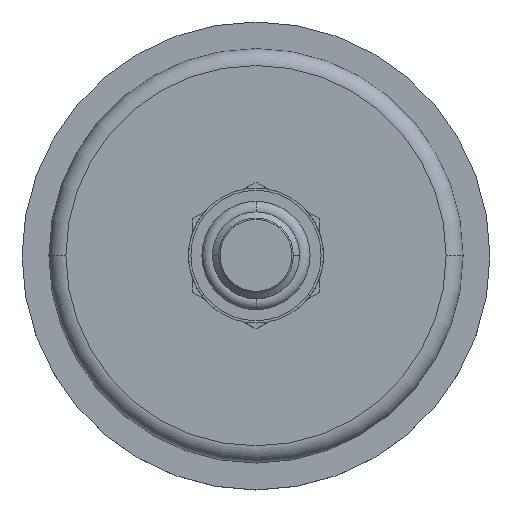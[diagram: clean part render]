
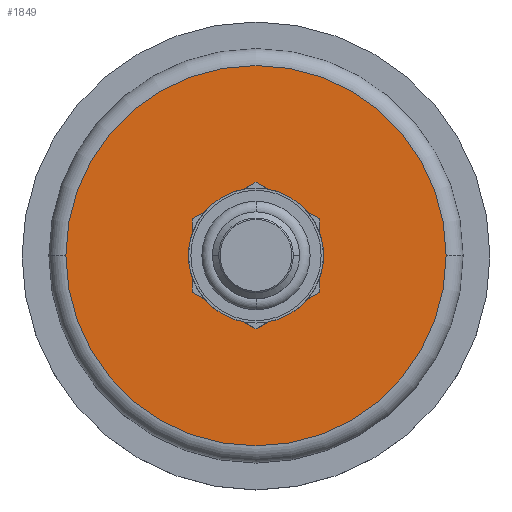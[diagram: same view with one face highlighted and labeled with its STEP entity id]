
A CAD part, top view. The second image highlights one B-rep face of the part: STEP entity #1849.
In plain terms, the highlighted planar face has unit normal (0, 0, 1).
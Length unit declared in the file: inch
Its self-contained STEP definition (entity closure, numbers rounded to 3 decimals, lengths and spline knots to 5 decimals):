
#419=DIRECTION('',(-1.,0.,0.));
#420=VECTOR('',#419,0.30725);
#421=CARTESIAN_POINT('',(0.15362,0.275,1.3189));
#422=LINE('',#421,#420);
#426=DIRECTION('',(0.,-1.,0.));
#427=VECTOR('',#426,0.30725);
#428=CARTESIAN_POINT('',(-0.275,0.15362,1.3189));
#429=LINE('',#428,#427);
#433=DIRECTION('',(1.,0.,0.));
#434=VECTOR('',#433,0.30725);
#435=CARTESIAN_POINT('',(-0.15362,-0.275,1.3189));
#436=LINE('',#435,#434);
#440=DIRECTION('',(0.,1.,0.));
#441=VECTOR('',#440,0.30725);
#442=CARTESIAN_POINT('',(0.275,-0.15362,1.3189));
#443=LINE('',#442,#441);
#447=CARTESIAN_POINT('',(0.,0.,1.3189));
#448=DIRECTION('',(0.,0.,1.));
#449=DIRECTION('',(-1.,0.,0.));
#450=AXIS2_PLACEMENT_3D('',#447,#448,#449);
#455=CARTESIAN_POINT('',(0.,0.,1.3189));
#456=DIRECTION('',(0.,0.,1.));
#457=DIRECTION('',(1.,0.,0.));
#458=AXIS2_PLACEMENT_3D('',#455,#456,#457);
#463=CARTESIAN_POINT('',(0.,0.,1.3189));
#464=DIRECTION('',(0.,0.,1.));
#465=DIRECTION('',(-0.488,0.873,0.));
#466=AXIS2_PLACEMENT_3D('',#463,#464,#465);
#471=CARTESIAN_POINT('',(0.,0.,1.3189));
#472=DIRECTION('',(0.,0.,1.));
#473=DIRECTION('',(0.873,0.488,0.));
#474=AXIS2_PLACEMENT_3D('',#471,#472,#473);
#1278=CARTESIAN_POINT('',(0.,0.,1.3189));
#1279=DIRECTION('',(0.,0.,-1.));
#1280=DIRECTION('',(-0.488,-0.873,0.));
#1281=AXIS2_PLACEMENT_3D('',#1278,#1279,#1280);
#1286=CARTESIAN_POINT('',(0.,0.,1.3189));
#1287=DIRECTION('',(0.,0.,-1.));
#1288=DIRECTION('',(0.873,-0.488,0.));
#1289=AXIS2_PLACEMENT_3D('',#1286,#1287,#1288);
#1347=CARTESIAN_POINT('',(0.275,-0.15362,1.3189));
#1348=CARTESIAN_POINT('',(0.15362,-0.275,1.3189));
#1349=VERTEX_POINT('',#1347);
#1350=VERTEX_POINT('',#1348);
#1351=CARTESIAN_POINT('',(-0.15362,-0.275,1.3189));
#1352=CARTESIAN_POINT('',(-0.275,-0.15362,1.3189));
#1353=VERTEX_POINT('',#1351);
#1354=VERTEX_POINT('',#1352);
#1355=CARTESIAN_POINT('',(0.275,0.15362,1.3189));
#1356=CARTESIAN_POINT('',(0.15362,0.275,1.3189));
#1357=VERTEX_POINT('',#1355);
#1358=VERTEX_POINT('',#1356);
#1359=CARTESIAN_POINT('',(-0.15362,0.275,1.3189));
#1360=CARTESIAN_POINT('',(-0.275,0.15362,1.3189));
#1361=VERTEX_POINT('',#1359);
#1362=VERTEX_POINT('',#1360);
#1479=CARTESIAN_POINT('',(-1.12,0.,1.3189));
#1480=CARTESIAN_POINT('',(1.12,0.,1.3189));
#1481=VERTEX_POINT('',#1479);
#1482=VERTEX_POINT('',#1480);
#1821=CARTESIAN_POINT('',(0.,0.,1.3189));
#1822=DIRECTION('',(0.,0.,-1.));
#1823=DIRECTION('',(1.,0.,0.));
#1824=AXIS2_PLACEMENT_3D('',#1821,#1822,#1823);
#1825=PLANE('',#1824);
#1827=ORIENTED_EDGE('',*,*,#1826,.F.);
#1828=ORIENTED_EDGE('',*,*,#1811,.F.);
#1829=EDGE_LOOP('',(#1827,#1828));
#1830=FACE_OUTER_BOUND('',#1829,.F.);
#1832=ORIENTED_EDGE('',*,*,#1831,.T.);
#1834=ORIENTED_EDGE('',*,*,#1833,.T.);
#1836=ORIENTED_EDGE('',*,*,#1835,.T.);
#1838=ORIENTED_EDGE('',*,*,#1837,.T.);
#1840=ORIENTED_EDGE('',*,*,#1839,.F.);
#1842=ORIENTED_EDGE('',*,*,#1841,.T.);
#1844=ORIENTED_EDGE('',*,*,#1843,.F.);
#1846=ORIENTED_EDGE('',*,*,#1845,.T.);
#1847=EDGE_LOOP('',(#1832,#1834,#1836,#1838,#1840,#1842,#1844,#1846));
#1848=FACE_BOUND('',#1847,.F.);
#1849=ADVANCED_FACE('',(#1830,#1848),#1825,.F.);
#451=CIRCLE('',#450,1.12);
#459=CIRCLE('',#458,1.12);
#467=CIRCLE('',#466,0.315);
#475=CIRCLE('',#474,0.315);
#1282=CIRCLE('',#1281,0.315);
#1290=CIRCLE('',#1289,0.315);
#1811=EDGE_CURVE('',#1482,#1481,#459,.T.);
#1826=EDGE_CURVE('',#1481,#1482,#451,.T.);
#1831=EDGE_CURVE('',#1357,#1358,#475,.T.);
#1833=EDGE_CURVE('',#1358,#1361,#422,.T.);
#1835=EDGE_CURVE('',#1361,#1362,#467,.T.);
#1837=EDGE_CURVE('',#1362,#1354,#429,.T.);
#1839=EDGE_CURVE('',#1353,#1354,#1282,.T.);
#1841=EDGE_CURVE('',#1353,#1350,#436,.T.);
#1843=EDGE_CURVE('',#1349,#1350,#1290,.T.);
#1845=EDGE_CURVE('',#1349,#1357,#443,.T.);
